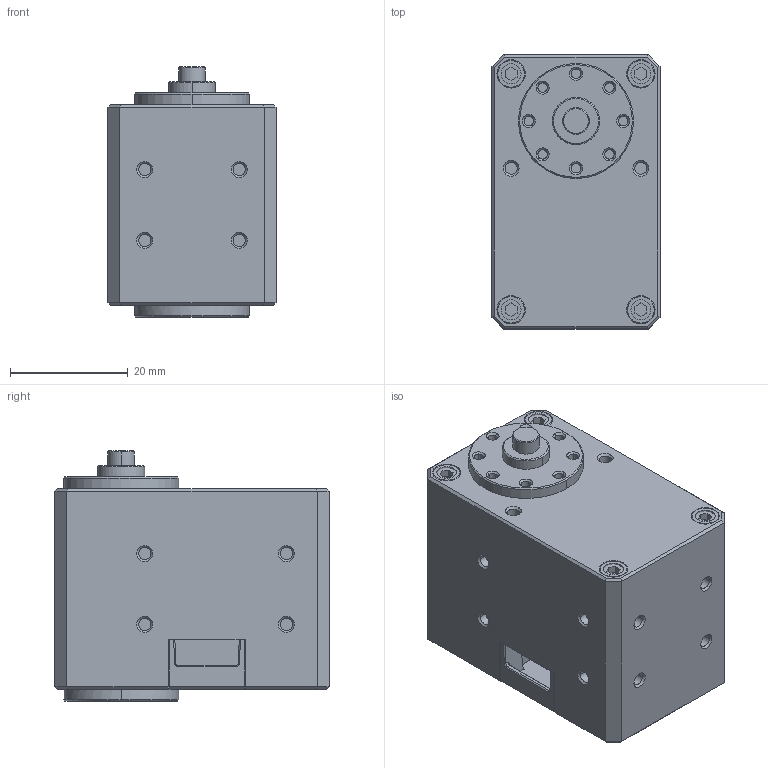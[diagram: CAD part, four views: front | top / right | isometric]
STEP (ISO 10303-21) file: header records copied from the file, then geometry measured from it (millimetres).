
FILE_DESCRIPTION((''),'2;1');
FILE_NAME('DC12_X430_DUMMY_ASSY_ASM','2021-12-10T17:55:27',('yunever'),(''),'CREO PARAMETRIC BY PTC INC, 2020074','CREO PARAMETRIC BY PTC INC, 2020074','');
FILE_SCHEMA(('CONFIG_CONTROL_DESIGN'));
Length unit declared in the file: millimetre
Products named in the file (5): DUMMY_DC12; WBH_M2_5X12; DC12_A01_SPACER_RING_1; DC12_A01_CVR_CABLE_5; DC12_X430_DUMMY_ASSY_ASM
Assembly tree (18 placements, depth 2):
  DC12_X430_DUMMY_ASSY_ASM
    DUMMY_DC12
    WBH_M2_5X12  x8
    DC12_A01_SPACER_RING_1  x8
    DC12_A01_CVR_CABLE_5
Bounding box: 28.5 x 46.5 x 42.4 mm (x, y, z)
Volume: 44879.7 mm3; surface area: 12737.2 mm2
Topology: 18 solids, 18 shells, 752 faces, 1876 edges, 1202 vertices
Faces by surface type: plane 318, cylinder 219, cone 209, torus 4, bspline 2
Entity records: 14483 total; most frequent: DIRECTION 2609, CARTESIAN_POINT 2572, ORIENTED_EDGE 2312, EDGE_CURVE 1156, AXIS2_PLACEMENT_3D 954, VERTEX_POINT 726, VECTOR 701, LINE 701
